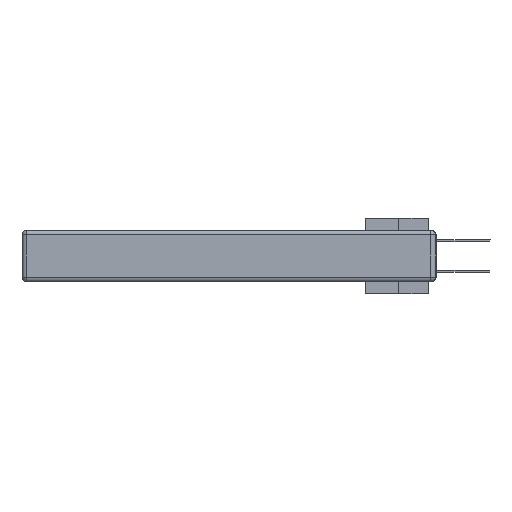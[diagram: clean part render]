
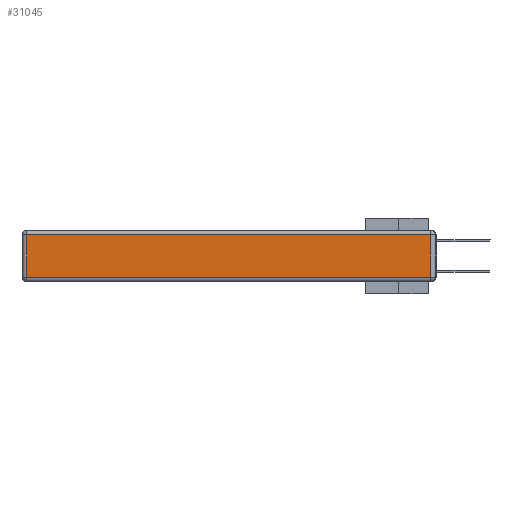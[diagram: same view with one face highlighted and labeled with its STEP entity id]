
A CAD part, left-side view. The second image highlights one B-rep face of the part: STEP entity #31045.
In plain terms, the highlighted planar face has unit normal (-1, 0, 0).
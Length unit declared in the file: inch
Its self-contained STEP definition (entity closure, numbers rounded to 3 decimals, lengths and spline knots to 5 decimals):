
#135 = DIRECTION ( 'NONE',  ( 0., 0., -1. ) ) ;
#181 = CARTESIAN_POINT ( 'NONE',  ( 0., 0.03, -0.343 ) ) ;
#454 = CARTESIAN_POINT ( 'NONE',  ( 0., 0., -0.343 ) ) ;
#717 = VERTEX_POINT ( 'NONE', #8492 ) ;
#777 = DIRECTION ( 'NONE',  ( -1., 0., 0. ) ) ;
#1249 = CARTESIAN_POINT ( 'NONE',  ( 0., 2.75, -0.03 ) ) ;
#1257 = VERTEX_POINT ( 'NONE', #8934 ) ;
#2534 = CARTESIAN_POINT ( 'NONE',  ( 0., 0.03, -0.313 ) ) ;
#4026 = LINE ( 'NONE', #31266, #8317 ) ;
#5144 = LINE ( 'NONE', #181, #14073 ) ;
#6105 = EDGE_CURVE ( 'NONE', #17726, #717, #5144, .T. ) ;
#8317 = VECTOR ( 'NONE', #28715, 39.37008 ) ;
#8492 = CARTESIAN_POINT ( 'NONE',  ( 0., 0.03, -0.03 ) ) ;
#8934 = CARTESIAN_POINT ( 'NONE',  ( 0., 2.72, -0.03 ) ) ;
#8997 = CARTESIAN_POINT ( 'NONE',  ( 0., 2.72, -0.313 ) ) ;
#12133 = ORIENTED_EDGE ( 'NONE', *, *, #12371, .T. ) ;
#12371 = EDGE_CURVE ( 'NONE', #717, #1257, #22761, .T. ) ;
#13068 = ORIENTED_EDGE ( 'NONE', *, *, #18508, .T. ) ;
#13251 = DIRECTION ( 'NONE',  ( 0., 0., 1. ) ) ;
#14073 = VECTOR ( 'NONE', #22802, 39.37008 ) ;
#14806 = ORIENTED_EDGE ( 'NONE', *, *, #6105, .T. ) ;
#17393 = VECTOR ( 'NONE', #30573, 39.37008 ) ;
#17726 = VERTEX_POINT ( 'NONE', #2534 ) ;
#18508 = EDGE_CURVE ( 'NONE', #20366, #17726, #4026, .T. ) ;
#20366 = VERTEX_POINT ( 'NONE', #8997 ) ;
#21959 = LINE ( 'NONE', #22121, #28900 ) ;
#22015 = EDGE_CURVE ( 'NONE', #1257, #20366, #21959, .T. ) ;
#22017 = EDGE_LOOP ( 'NONE', ( #13068, #14806, #12133, #27568 ) ) ;
#22121 = CARTESIAN_POINT ( 'NONE',  ( 0., 2.72, -0.343 ) ) ;
#22761 = LINE ( 'NONE', #1249, #17393 ) ;
#22802 = DIRECTION ( 'NONE',  ( 0., 0., 1. ) ) ;
#24997 = FACE_OUTER_BOUND ( 'NONE', #22017, .T. ) ;
#25684 = AXIS2_PLACEMENT_3D ( 'NONE', #454, #777, #13251 ) ;
#27568 = ORIENTED_EDGE ( 'NONE', *, *, #22015, .T. ) ;
#28715 = DIRECTION ( 'NONE',  ( 0., -1., 0. ) ) ;
#28900 = VECTOR ( 'NONE', #135, 39.37008 ) ;
#30250 = PLANE ( 'NONE',  #25684 ) ;
#30573 = DIRECTION ( 'NONE',  ( 0., 1., 0. ) ) ;
#31045 = ADVANCED_FACE ( 'NONE', ( #24997 ), #30250, .T. ) ;
#31266 = CARTESIAN_POINT ( 'NONE',  ( 0., 0., -0.313 ) ) ;
